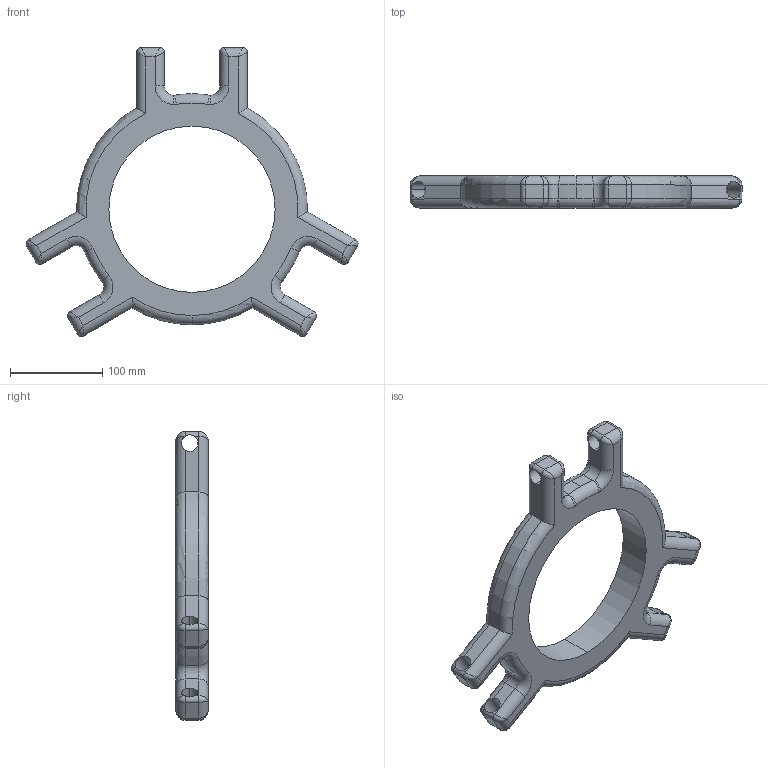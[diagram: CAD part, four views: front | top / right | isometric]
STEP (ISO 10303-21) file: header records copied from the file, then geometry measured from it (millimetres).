
FILE_DESCRIPTION (( 'STEP AP203' ), '1' );
FILE_NAME ('Canfield top -007_Default_sldprt.STEP', '2025-02-07T15:32:55', ( '' ), ( '' ), 'SwSTEP 2.0', 'SolidWorks 2024', '' );
FILE_SCHEMA (( 'CONFIG_CONTROL_DESIGN' ));
Length unit declared in the file: millimetre
Products named in the file (1): Canfield top -007_Default_sldprt
Bounding box: 359.45 x 35 x 312.63 mm (x, y, z)
Volume: 1095809.2 mm3; surface area: 132846.3 mm2
Topology: 1 solids, 1 shells, 165 faces, 438 edges, 239 vertices
Faces by surface type: cylinder 79, plane 32, torus 30, bspline 24
Entity records: 6888 total; most frequent: CARTESIAN_POINT 3097, ORIENTED_EDGE 828, DIRECTION 763, EDGE_CURVE 414, AXIS2_PLACEMENT_3D 303, VERTEX_POINT 239, EDGE_LOOP 167, ADVANCED_FACE 165
